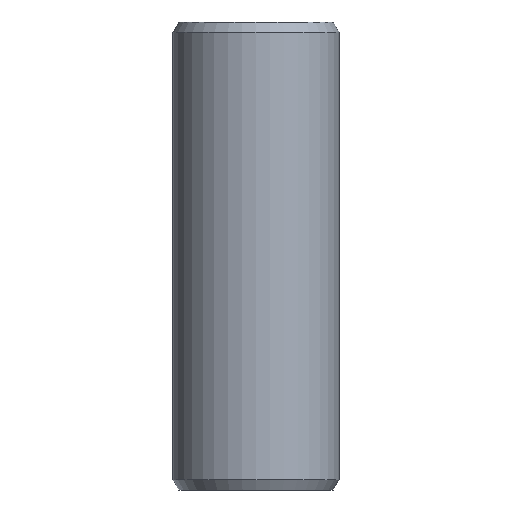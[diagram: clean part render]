
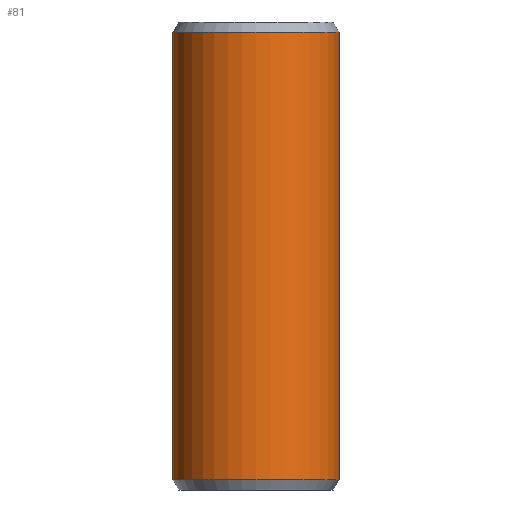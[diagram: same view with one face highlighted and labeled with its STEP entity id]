
A CAD part, front view. The second image highlights one B-rep face of the part: STEP entity #81.
In plain terms, the highlighted cylindrical face has radius 8 mm (diameter 16 mm), a partial arc.
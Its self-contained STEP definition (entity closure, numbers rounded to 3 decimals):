
#33 = VERTEX_POINT ( 'NONE', #293 ) ;
#35 = CARTESIAN_POINT ( 'NONE',  ( -8., 0., 0. ) ) ;
#37 = ORIENTED_EDGE ( 'NONE', *, *, #327, .F. ) ;
#42 = AXIS2_PLACEMENT_3D ( 'NONE', #43, #114, #299 ) ;
#43 = CARTESIAN_POINT ( 'NONE',  ( 0., 0., 0. ) ) ;
#47 = FACE_OUTER_BOUND ( 'NONE', #220, .T. ) ;
#58 = CIRCLE ( 'NONE', #295, 8. ) ;
#62 = VERTEX_POINT ( 'NONE', #392 ) ;
#65 = AXIS2_PLACEMENT_3D ( 'NONE', #304, #172, #151 ) ;
#79 = EDGE_CURVE ( 'NONE', #33, #309, #362, .T. ) ;
#81 = ADVANCED_FACE ( 'NONE', ( #47 ), #170, .T. ) ;
#97 = EDGE_CURVE ( 'NONE', #309, #410, #58, .T. ) ;
#114 = DIRECTION ( 'NONE',  ( 0., 0., 1. ) ) ;
#135 = CARTESIAN_POINT ( 'NONE',  ( 0., 0., -1. ) ) ;
#151 = DIRECTION ( 'NONE',  ( 1., 0., 0. ) ) ;
#156 = LINE ( 'NONE', #35, #173 ) ;
#170 = CYLINDRICAL_SURFACE ( 'NONE', #42, 8. ) ;
#171 = DIRECTION ( 'NONE',  ( 0., 0., -1. ) ) ;
#172 = DIRECTION ( 'NONE',  ( 0., 0., 1. ) ) ;
#173 = VECTOR ( 'NONE', #354, 1000. ) ;
#180 = VECTOR ( 'NONE', #397, 1000. ) ;
#191 = ORIENTED_EDGE ( 'NONE', *, *, #265, .T. ) ;
#220 = EDGE_LOOP ( 'NONE', ( #37, #191, #253, #324 ) ) ;
#241 = CARTESIAN_POINT ( 'NONE',  ( -8., 0., -1. ) ) ;
#253 = ORIENTED_EDGE ( 'NONE', *, *, #79, .T. ) ;
#265 = EDGE_CURVE ( 'NONE', #62, #33, #406, .T. ) ;
#293 = CARTESIAN_POINT ( 'NONE',  ( 8., 0., -44. ) ) ;
#295 = AXIS2_PLACEMENT_3D ( 'NONE', #135, #171, #300 ) ;
#299 = DIRECTION ( 'NONE',  ( 1., 0., 0. ) ) ;
#300 = DIRECTION ( 'NONE',  ( -1., 0., 0. ) ) ;
#304 = CARTESIAN_POINT ( 'NONE',  ( 0., 0., -44. ) ) ;
#309 = VERTEX_POINT ( 'NONE', #412 ) ;
#324 = ORIENTED_EDGE ( 'NONE', *, *, #97, .T. ) ;
#327 = EDGE_CURVE ( 'NONE', #62, #410, #156, .T. ) ;
#331 = CARTESIAN_POINT ( 'NONE',  ( 8., 0., 0. ) ) ;
#354 = DIRECTION ( 'NONE',  ( 0., 0., 1. ) ) ;
#362 = LINE ( 'NONE', #331, #180 ) ;
#392 = CARTESIAN_POINT ( 'NONE',  ( -8., 0., -44. ) ) ;
#397 = DIRECTION ( 'NONE',  ( 0., 0., 1. ) ) ;
#406 = CIRCLE ( 'NONE', #65, 8. ) ;
#410 = VERTEX_POINT ( 'NONE', #241 ) ;
#412 = CARTESIAN_POINT ( 'NONE',  ( 8., 0., -1. ) ) ;
